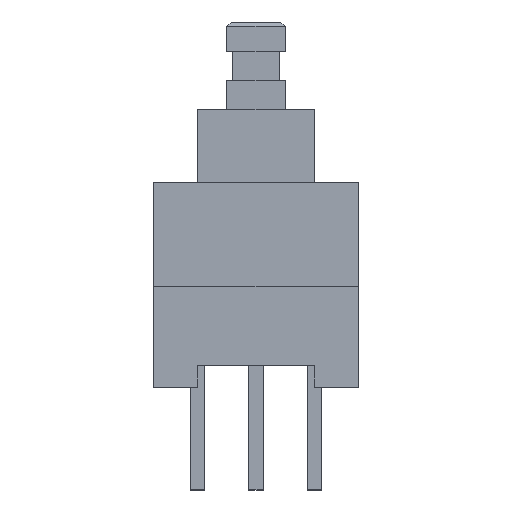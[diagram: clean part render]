
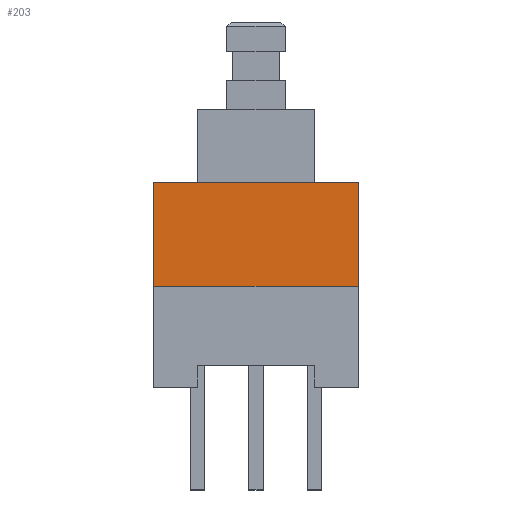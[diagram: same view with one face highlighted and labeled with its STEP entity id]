
A CAD part, top view. The second image highlights one B-rep face of the part: STEP entity #203.
In plain terms, the highlighted planar face has unit normal (0, 0, 1).
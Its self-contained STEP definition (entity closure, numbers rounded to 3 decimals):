
#203=ADVANCED_FACE('',(#405),#3505,.T.);
#405=FACE_OUTER_BOUND('',#611,.T.);
#611=EDGE_LOOP('',(#1163,#1164,#1165,#1166));
#1163=ORIENTED_EDGE('',*,*,#1906,.F.);
#1164=ORIENTED_EDGE('',*,*,#1897,.F.);
#1165=ORIENTED_EDGE('',*,*,#2114,.F.);
#1166=ORIENTED_EDGE('',*,*,#2080,.F.);
#1897=EDGE_CURVE('',#3082,#3083,#2506,.T.);
#1906=EDGE_CURVE('',#3083,#3203,#2515,.T.);
#2080=EDGE_CURVE('',#3203,#3196,#2688,.T.);
#2114=EDGE_CURVE('',#3196,#3082,#2722,.T.);
#2506=B_SPLINE_CURVE_WITH_KNOTS('',1,(#4589,#4590),.UNSPECIFIED.,.F.,.F.,
(2,2),(0.,7.),.UNSPECIFIED.);
#2515=B_SPLINE_CURVE_WITH_KNOTS('',1,(#4607,#4608),.UNSPECIFIED.,.F.,.F.,
(2,2),(0.,3.54),.UNSPECIFIED.);
#2688=B_SPLINE_CURVE_WITH_KNOTS('',1,(#4958,#4959),.UNSPECIFIED.,.F.,.F.,
(2,2),(-2.492,-0.489),.UNSPECIFIED.);
#2722=B_SPLINE_CURVE_WITH_KNOTS('',1,(#5026,#5027),.UNSPECIFIED.,.F.,.F.,
(2,2),(3.46,7.),.UNSPECIFIED.);
#3082=VERTEX_POINT('',#4421);
#3083=VERTEX_POINT('',#4422);
#3196=VERTEX_POINT('',#4535);
#3203=VERTEX_POINT('',#4542);
#3505=PLANE('',#3726);
#3726=AXIS2_PLACEMENT_3D('',#4382,#3931,$);
#3931=DIRECTION('',(0.,0.,1.));
#4382=CARTESIAN_POINT('',(4.2,-0.7,3.5));
#4421=CARTESIAN_POINT('',(-3.5,7.,3.5));
#4422=CARTESIAN_POINT('',(3.5,7.,3.5));
#4535=CARTESIAN_POINT('',(-3.5,3.46,3.5));
#4542=CARTESIAN_POINT('',(3.5,3.46,3.5));
#4589=CARTESIAN_POINT('',(-3.5,7.,3.5));
#4590=CARTESIAN_POINT('',(3.5,7.,3.5));
#4607=CARTESIAN_POINT('',(3.5,7.,3.5));
#4608=CARTESIAN_POINT('',(3.5,3.46,3.5));
#4958=CARTESIAN_POINT('',(3.5,3.46,3.5));
#4959=CARTESIAN_POINT('',(-3.5,3.46,3.5));
#5026=CARTESIAN_POINT('',(-3.5,3.46,3.5));
#5027=CARTESIAN_POINT('',(-3.5,7.,3.5));
